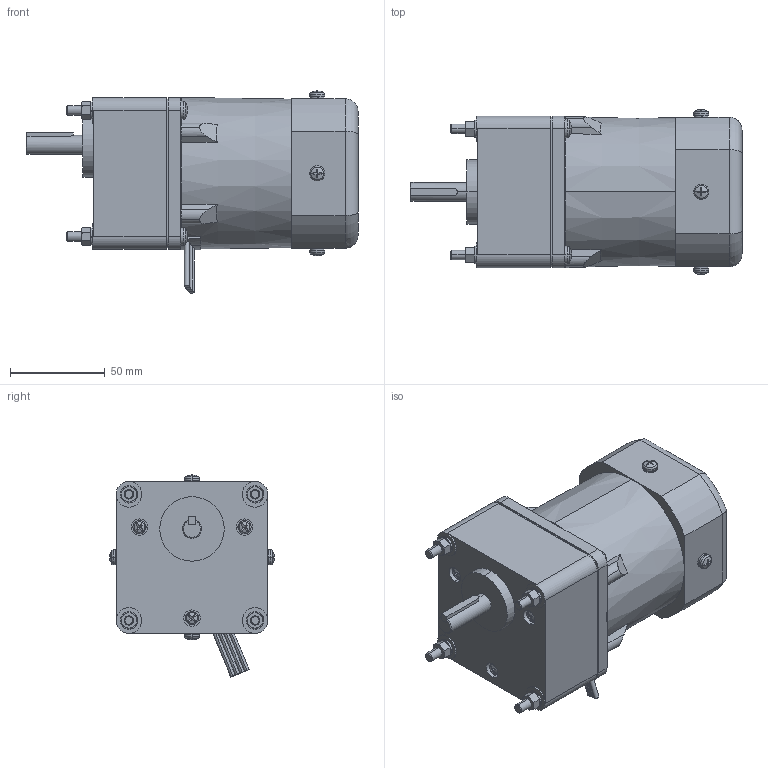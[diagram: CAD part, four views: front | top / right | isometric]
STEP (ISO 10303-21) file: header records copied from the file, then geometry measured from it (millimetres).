
FILE_DESCRIPTION(('starvars output'),'2;1');
FILE_NAME('8cfp25-180.stp','12:56:47 2014/09/12',( 'Thomas Industrial Network Germany GmbH'),( 'Thomas Industrial Network Germany GmbH'),'unknown preprocess','ACIS' ,'unknown authorization');
FILE_SCHEMA(('AUTOMOTIVE_DESIGN_CC2 {UNKNOWN IMPLEMENTATION LEVEL}'));
Length unit declared in the file: millimetre
Products named in the file (1): PRODUCT_ID_41
Bounding box: 175 x 86.92 x 106.54 mm (x, y, z)
Volume: 791308.1 mm3; surface area: 58856.8 mm2
Topology: 1 solids, 5 shells, 564 faces, 1373 edges, 852 vertices
Faces by surface type: plane 269, cylinder 149, cone 98, torus 26, bspline 22
Entity records: 19607 total; most frequent: CARTESIAN_POINT 4026, ORIENTED_EDGE 2746, DIRECTION 1740, EDGE_CURVE 1373, VERTEX_POINT 852, EDGE_LOOP 613, FACE_BOUND 613, AXIS2_PLACEMENT_3D 595
